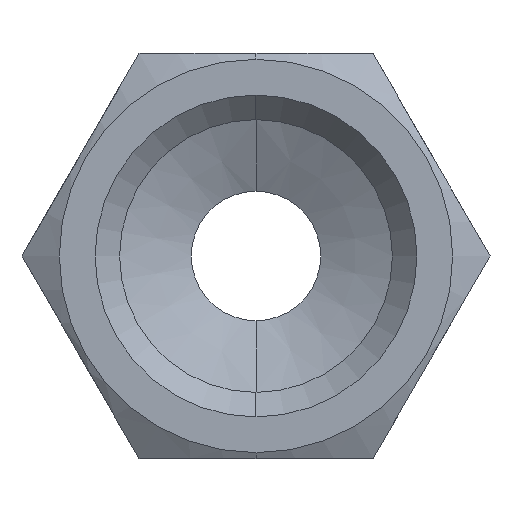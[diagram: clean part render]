
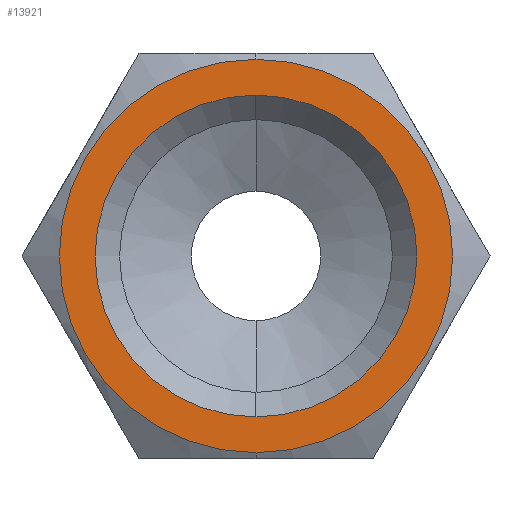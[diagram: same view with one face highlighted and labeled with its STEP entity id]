
A CAD part, left-side view. The second image highlights one B-rep face of the part: STEP entity #13921.
In plain terms, the highlighted planar face has unit normal (-1, 0, 0).
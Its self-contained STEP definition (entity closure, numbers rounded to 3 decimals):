
#581 = FACE_OUTER_BOUND ( 'NONE', #6179, .T. ) ;
#1003 = CIRCLE ( 'NONE', #12344, 6.75 ) ;
#1219 = DIRECTION ( 'NONE',  ( 1., 0., 0. ) ) ;
#2301 = DIRECTION ( 'NONE',  ( 0., 0., -1. ) ) ;
#2441 = AXIS2_PLACEMENT_3D ( 'NONE', #8826, #4526, #4712 ) ;
#2876 = EDGE_CURVE ( 'NONE', #9177, #16421, #17560, .T. ) ;
#3763 = DIRECTION ( 'NONE',  ( 0., 0., -1. ) ) ;
#4204 = ORIENTED_EDGE ( 'NONE', *, *, #11827, .F. ) ;
#4526 = DIRECTION ( 'NONE',  ( 1., 0., 0. ) ) ;
#4673 = VERTEX_POINT ( 'NONE', #16075 ) ;
#4712 = DIRECTION ( 'NONE',  ( 0., 0., -1. ) ) ;
#4778 = DIRECTION ( 'NONE',  ( -1., 0., 0. ) ) ;
#4882 = PLANE ( 'NONE',  #12297 ) ;
#5360 = AXIS2_PLACEMENT_3D ( 'NONE', #12428, #18228, #8110 ) ;
#5391 = ORIENTED_EDGE ( 'NONE', *, *, #5511, .T. ) ;
#5511 = EDGE_CURVE ( 'NONE', #16915, #4673, #1003, .T. ) ;
#5650 = CARTESIAN_POINT ( 'NONE',  ( 0., 0., -8.25 ) ) ;
#6179 = EDGE_LOOP ( 'NONE', ( #9265, #4204 ) ) ;
#8110 = DIRECTION ( 'NONE',  ( 0., 0., -1. ) ) ;
#8167 = EDGE_CURVE ( 'NONE', #4673, #16915, #16834, .T. ) ;
#8826 = CARTESIAN_POINT ( 'NONE',  ( 0., 0., 0. ) ) ;
#8993 = CARTESIAN_POINT ( 'NONE',  ( 0., 8.25, 0. ) ) ;
#9093 = EDGE_LOOP ( 'NONE', ( #5391, #14671 ) ) ;
#9177 = VERTEX_POINT ( 'NONE', #5650 ) ;
#9181 = DIRECTION ( 'NONE',  ( 0., 0., 1. ) ) ;
#9265 = ORIENTED_EDGE ( 'NONE', *, *, #2876, .F. ) ;
#9276 = FACE_BOUND ( 'NONE', #9093, .T. ) ;
#9508 = CARTESIAN_POINT ( 'NONE',  ( 0., 0., 0. ) ) ;
#10310 = CARTESIAN_POINT ( 'NONE',  ( 0., 0., 0. ) ) ;
#11496 = CIRCLE ( 'NONE', #16722, 8.25 ) ;
#11827 = EDGE_CURVE ( 'NONE', #16421, #9177, #11496, .T. ) ;
#12297 = AXIS2_PLACEMENT_3D ( 'NONE', #8993, #4778, #9181 ) ;
#12344 = AXIS2_PLACEMENT_3D ( 'NONE', #10310, #1219, #2301 ) ;
#12428 = CARTESIAN_POINT ( 'NONE',  ( 0., 0., 0. ) ) ;
#12507 = CARTESIAN_POINT ( 'NONE',  ( 0., 0., 6.75 ) ) ;
#13921 = ADVANCED_FACE ( 'NONE', ( #9276, #581 ), #4882, .T. ) ;
#14671 = ORIENTED_EDGE ( 'NONE', *, *, #8167, .T. ) ;
#16075 = CARTESIAN_POINT ( 'NONE',  ( 0., 0., -6.75 ) ) ;
#16157 = CARTESIAN_POINT ( 'NONE',  ( 0., 0., 8.25 ) ) ;
#16421 = VERTEX_POINT ( 'NONE', #16157 ) ;
#16722 = AXIS2_PLACEMENT_3D ( 'NONE', #9508, #18194, #3763 ) ;
#16834 = CIRCLE ( 'NONE', #2441, 6.75 ) ;
#16915 = VERTEX_POINT ( 'NONE', #12507 ) ;
#17560 = CIRCLE ( 'NONE', #5360, 8.25 ) ;
#18194 = DIRECTION ( 'NONE',  ( 1., 0., 0. ) ) ;
#18228 = DIRECTION ( 'NONE',  ( 1., 0., 0. ) ) ;
